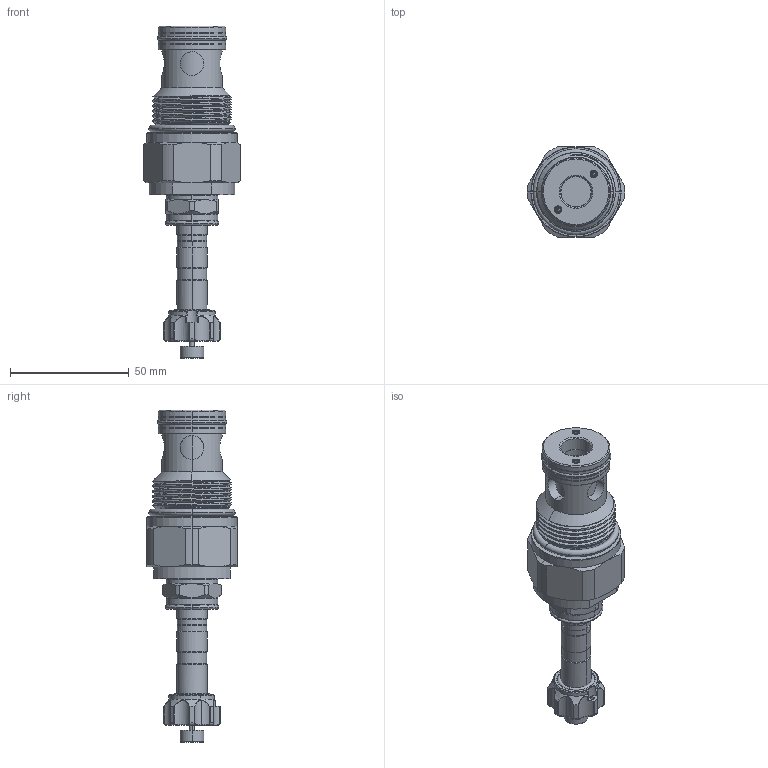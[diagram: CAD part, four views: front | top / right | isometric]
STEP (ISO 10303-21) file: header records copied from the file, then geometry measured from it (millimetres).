
FILE_DESCRIPTION (( 'STEP AP203' ), '1' );
FILE_NAME ('EP16W2A05P95.STEP', '2020-03-31T06:42:02', ( '' ), ( '' ), 'SwSTEP 2.0', 'SolidWorks 2018', '' );
FILE_SCHEMA (( 'CONFIG_CONTROL_DESIGN' ));
Length unit declared in the file: millimetre
Products named in the file (1): EP16W2A05P95
Bounding box: 41.1 x 38 x 139.75 mm (x, y, z)
Volume: 71861.6 mm3; surface area: 19073.6 mm2
Topology: 11 solids, 11 shells, 414 faces, 973 edges, 589 vertices
Faces by surface type: cylinder 169, cone 79, plane 62, torus 59, bspline 41, sphere 4
Entity records: 16999 total; most frequent: CARTESIAN_POINT 7766, DIRECTION 1937, ORIENTED_EDGE 1922, EDGE_CURVE 961, AXIS2_PLACEMENT_3D 821, VERTEX_POINT 583, CIRCLE 447, EDGE_LOOP 442
